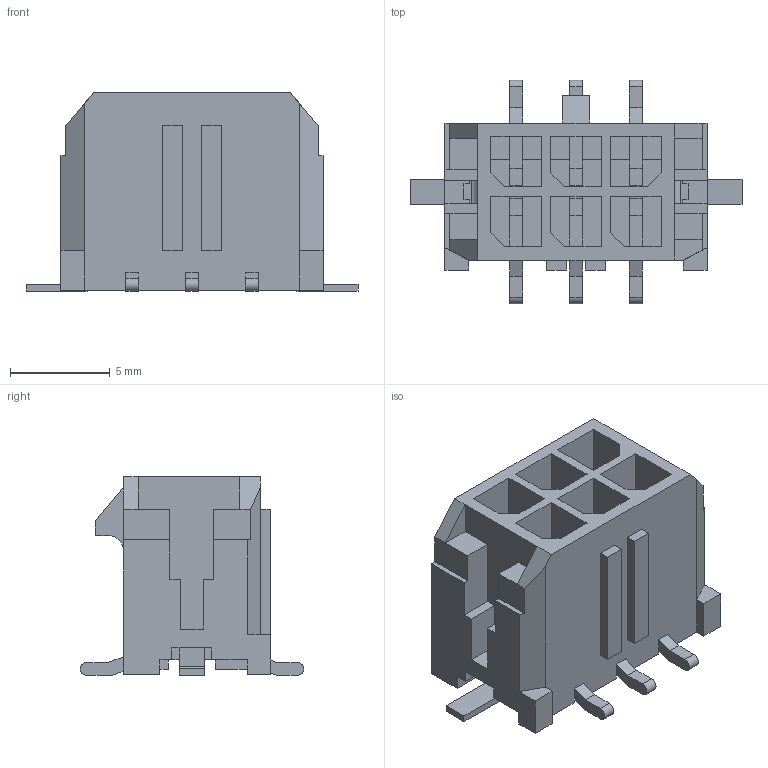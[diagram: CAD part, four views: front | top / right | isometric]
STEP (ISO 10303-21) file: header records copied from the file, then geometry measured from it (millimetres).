
FILE_DESCRIPTION( ( '' ), ' ' );
FILE_NAME( '595b544bcbb13b0f5dde7034.step', '2017-07-04T08:40:39', ( '' ), ( '' ), ' ', ' ', ' ' );
FILE_SCHEMA( ( 'AUTOMOTIVE_DESIGN { 1 0 10303 214 1 1 1 1 }' ) );
Length unit declared in the file: metre
Products named in the file (1): 1
Bounding box: 16.65 x 11.2 x 9.96 mm (x, y, z)
Surface area: 1074.7 mm2 (no closed solid volume)
Topology: 0 solids, 258 shells, 258 faces, 1356 edges, 1356 vertices
Faces by surface type: plane 247, cylinder 11
Entity records: 15062 total; most frequent: CARTESIAN_POINT 2971, DIRECTION 1918, ORIENTED_EDGE 1356, EDGE_CURVE 1356, VERTEX_POINT 1356, LINE 1312, VECTOR 1312, AXIS2_PLACEMENT_3D 303
